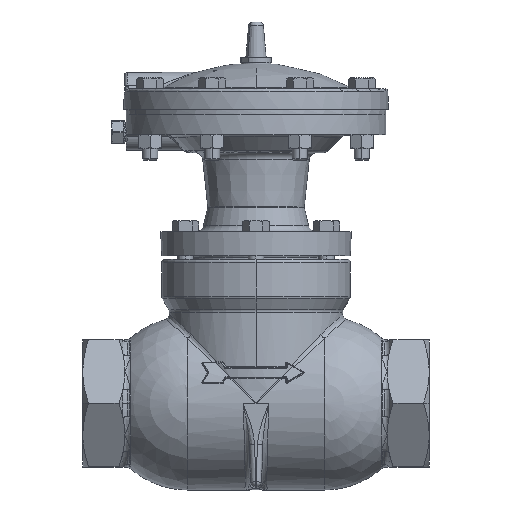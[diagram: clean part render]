
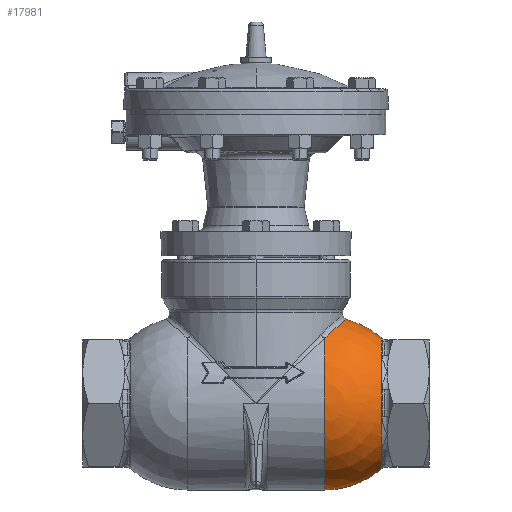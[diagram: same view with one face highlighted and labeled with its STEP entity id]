
A CAD part, top view. The second image highlights one B-rep face of the part: STEP entity #17981.
In plain terms, the highlighted spherical face has radius 53.975 mm.
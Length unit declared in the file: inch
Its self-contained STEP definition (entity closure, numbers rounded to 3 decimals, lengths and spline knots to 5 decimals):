
#1174 = VERTEX_POINT ( 'NONE', #55075 ) ;
#1343 = CARTESIAN_POINT ( 'NONE',  ( 1.68628, 0., 0. ) ) ;
#3095 = CIRCLE ( 'NONE', #11493, 2.125 ) ;
#3397 = CARTESIAN_POINT ( 'NONE',  ( 1.68628, 1.5926, 1.40686 ) ) ;
#5114 = ORIENTED_EDGE ( 'NONE', *, *, #54598, .T. ) ;
#5287 = CARTESIAN_POINT ( 'NONE',  ( 1.68628, 0., 0. ) ) ;
#5537 = CIRCLE ( 'NONE', #42674, 1.60603 ) ;
#6458 = CARTESIAN_POINT ( 'NONE',  ( 1.96346, 1.85001, 1.01716 ) ) ;
#6587 = SPHERICAL_SURFACE ( 'NONE', #13814, 2.125 ) ;
#6745 = CARTESIAN_POINT ( 'NONE',  ( 2.0209, 1.89836, 0.90474 ) ) ;
#7486 = CARTESIAN_POINT ( 'NONE',  ( 3.07778, 1.60603, 0. ) ) ;
#7563 = VERTEX_POINT ( 'NONE', #3397 ) ;
#7970 = DIRECTION ( 'NONE',  ( 0., 0., 1. ) ) ;
#9968 = CARTESIAN_POINT ( 'NONE',  ( 1.88257, 1.77814, 1.14737 ) ) ;
#10821 = CARTESIAN_POINT ( 'NONE',  ( 2.20574, 2.04718, 0.23664 ) ) ;
#11493 = AXIS2_PLACEMENT_3D ( 'NONE', #26726, #17735, #22664 ) ;
#12320 = CARTESIAN_POINT ( 'NONE',  ( 3.07778, 0., 0. ) ) ;
#12420 = EDGE_LOOP ( 'NONE', ( #37645, #53921, #27429, #13609, #25135, #5114 ) ) ;
#13077 = CARTESIAN_POINT ( 'NONE',  ( 3.07778, 0., 0. ) ) ;
#13609 = ORIENTED_EDGE ( 'NONE', *, *, #38043, .F. ) ;
#13814 = AXIS2_PLACEMENT_3D ( 'NONE', #1343, #45574, #55208 ) ;
#14299 = CARTESIAN_POINT ( 'NONE',  ( 2.09255, 1.95717, 0.72195 ) ) ;
#14594 = DIRECTION ( 'NONE',  ( 0., -1., 0. ) ) ;
#14606 = CARTESIAN_POINT ( 'NONE',  ( 2.192, 2.03647, 0.33739 ) ) ;
#15041 = EDGE_CURVE ( 'NONE', #43233, #44374, #5537, .T. ) ;
#15152 = DIRECTION ( 'NONE',  ( 0., 0., 1. ) ) ;
#15389 = DIRECTION ( 'NONE',  ( 0., -1., 0. ) ) ;
#15453 = CARTESIAN_POINT ( 'NONE',  ( 2.11391, 1.97447, 0.65982 ) ) ;
#17735 = DIRECTION ( 'NONE',  ( 0., 0., -1. ) ) ;
#17981 = ADVANCED_FACE ( 'NONE', ( #24009 ), #6587, .T. ) ;
#19380 = CIRCLE ( 'NONE', #55628, 1.60603 ) ;
#19543 = CARTESIAN_POINT ( 'NONE',  ( 2.15168, 2.00474, 0.53351 ) ) ;
#19819 = CARTESIAN_POINT ( 'NONE',  ( 2.16735, 2.01712, 0.46904 ) ) ;
#22664 = DIRECTION ( 'NONE',  ( -1., 0., 0. ) ) ;
#23265 = DIRECTION ( 'NONE',  ( -1., 0., 0. ) ) ;
#23322 = CARTESIAN_POINT ( 'NONE',  ( 1.8318, 1.73209, 1.2229 ) ) ;
#24009 = FACE_OUTER_BOUND ( 'NONE', #12420, .T. ) ;
#24166 = CARTESIAN_POINT ( 'NONE',  ( 1.81428, 1.71591, 1.24743 ) ) ;
#25135 = ORIENTED_EDGE ( 'NONE', *, *, #28020, .F. ) ;
#26403 = AXIS2_PLACEMENT_3D ( 'NONE', #36331, #23265, #15389 ) ;
#26726 = CARTESIAN_POINT ( 'NONE',  ( 1.68628, 0., 0. ) ) ;
#27429 = ORIENTED_EDGE ( 'NONE', *, *, #27890, .T. ) ;
#27890 = EDGE_CURVE ( 'NONE', #1174, #7563, #34777, .T. ) ;
#27964 = CARTESIAN_POINT ( 'NONE',  ( 2.21548, 2.05475, 0.13501 ) ) ;
#28020 = EDGE_CURVE ( 'NONE', #37421, #40941, #3095, .T. ) ;
#28523 = CARTESIAN_POINT ( 'NONE',  ( 2.12389, 1.9825, 0.62847 ) ) ;
#28806 = CARTESIAN_POINT ( 'NONE',  ( 1.68628, 1.5926, 1.40686 ) ) ;
#29675 = AXIS2_PLACEMENT_3D ( 'NONE', #5287, #15152, #14594 ) ;
#33171 = CARTESIAN_POINT ( 'NONE',  ( 1.86593, 1.76319, 1.17289 ) ) ;
#34777 = B_SPLINE_CURVE_WITH_KNOTS ( 'NONE', 3,
 ( #46000, #49842, #27964, #10821, #36674, #14606, #41628, #19819, #19543, #28523, #15453, #14299, #46293, #6745, #6458, #9968, #33171, #23322, #24166, #41913, #50983, #28806 ),
 .UNSPECIFIED., .F., .F.,
 ( 4, 2, 2, 2, 2, 2, 2, 2, 2, 2, 4 ),
 ( 0.04123, 0.04637, 0.04894, 0.05151, 0.05665, 0.05921, 0.06178, 0.07206, 0.07463, 0.0772, 0.08234 ),
 .UNSPECIFIED. ) ;
#36331 = CARTESIAN_POINT ( 'NONE',  ( 1.68628, 0., 0. ) ) ;
#36674 = CARTESIAN_POINT ( 'NONE',  ( 2.20167, 2.04401, 0.27051 ) ) ;
#37421 = VERTEX_POINT ( 'NONE', #56868 ) ;
#37645 = ORIENTED_EDGE ( 'NONE', *, *, #15041, .T. ) ;
#38043 = EDGE_CURVE ( 'NONE', #40941, #7563, #48762, .T. ) ;
#39865 = CIRCLE ( 'NONE', #29675, 2.125 ) ;
#40941 = VERTEX_POINT ( 'NONE', #44358 ) ;
#41628 = CARTESIAN_POINT ( 'NONE',  ( 2.1864, 2.03208, 0.37053 ) ) ;
#41913 = CARTESIAN_POINT ( 'NONE',  ( 1.76084, 1.66582, 1.319 ) ) ;
#42352 = CARTESIAN_POINT ( 'NONE',  ( 3.07778, 0., 1.60603 ) ) ;
#42674 = AXIS2_PLACEMENT_3D ( 'NONE', #12320, #47817, #7970 ) ;
#43233 = VERTEX_POINT ( 'NONE', #42352 ) ;
#44358 = CARTESIAN_POINT ( 'NONE',  ( 1.68628, -2.125, 0. ) ) ;
#44374 = VERTEX_POINT ( 'NONE', #7486 ) ;
#45574 = DIRECTION ( 'NONE',  ( 0., 0., 1. ) ) ;
#46000 = CARTESIAN_POINT ( 'NONE',  ( 2.21868, 2.05722, 0. ) ) ;
#46293 = CARTESIAN_POINT ( 'NONE',  ( 2.08115, 1.94787, 0.75278 ) ) ;
#47817 = DIRECTION ( 'NONE',  ( -1., 0., 0. ) ) ;
#48315 = DIRECTION ( 'NONE',  ( 0., 0., 1. ) ) ;
#48762 = CIRCLE ( 'NONE', #26403, 2.125 ) ;
#49842 = CARTESIAN_POINT ( 'NONE',  ( 2.21868, 2.05722, 0.06743 ) ) ;
#50983 = CARTESIAN_POINT ( 'NONE',  ( 1.72401, 1.63033, 1.36415 ) ) ;
#53127 = EDGE_CURVE ( 'NONE', #44374, #1174, #39865, .T. ) ;
#53921 = ORIENTED_EDGE ( 'NONE', *, *, #53127, .T. ) ;
#54598 = EDGE_CURVE ( 'NONE', #37421, #43233, #19380, .T. ) ;
#55075 = CARTESIAN_POINT ( 'NONE',  ( 2.21868, 2.05722, 0. ) ) ;
#55208 = DIRECTION ( 'NONE',  ( 0., -1., 0. ) ) ;
#55628 = AXIS2_PLACEMENT_3D ( 'NONE', #13077, #57066, #48315 ) ;
#56868 = CARTESIAN_POINT ( 'NONE',  ( 3.07778, -1.60603, 0. ) ) ;
#57066 = DIRECTION ( 'NONE',  ( -1., 0., 0. ) ) ;
